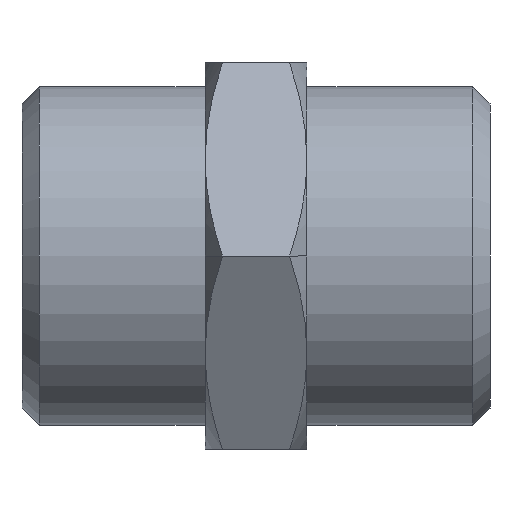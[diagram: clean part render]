
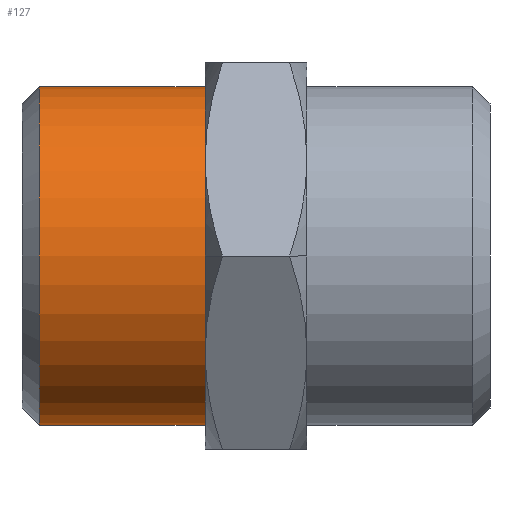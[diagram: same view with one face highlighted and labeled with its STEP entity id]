
A CAD part, left-side view. The second image highlights one B-rep face of the part: STEP entity #127.
In plain terms, the highlighted cylindrical face has radius 8.33 mm (diameter 16.66 mm), a partial arc.
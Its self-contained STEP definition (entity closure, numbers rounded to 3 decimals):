
#127=ADVANCED_FACE('',(#253),#254,.T.);
#253=FACE_OUTER_BOUND('',#372,.T.);
#254=CYLINDRICAL_SURFACE('',#373,8.33);
#372=EDGE_LOOP('',(#652,#653,#654,#655));
#373=AXIS2_PLACEMENT_3D('',#656,#657,#658);
#652=ORIENTED_EDGE('',*,*,#713,.T.);
#653=ORIENTED_EDGE('',*,*,#776,.F.);
#654=ORIENTED_EDGE('',*,*,#715,.T.);
#655=ORIENTED_EDGE('',*,*,#771,.T.);
#656=CARTESIAN_POINT('',(0.0,2.05,0.0));
#657=DIRECTION('',(0.0,-1.0,0.0));
#658=DIRECTION('',(0.0,0.0,1.0));
#713=EDGE_CURVE('',#847,#848,#849,.T.);
#715=EDGE_CURVE('',#852,#850,#853,.T.);
#771=EDGE_CURVE('',#850,#847,#927,.T.);
#776=EDGE_CURVE('',#852,#848,#932,.T.);
#847=VERTEX_POINT('',#1120);
#848=VERTEX_POINT('',#1121);
#849=LINE('',#1122,#1123);
#850=VERTEX_POINT('',#1124);
#852=VERTEX_POINT('',#1126);
#853=LINE('',#1127,#1128);
#927=CIRCLE('',#1310,8.33);
#932=CIRCLE('',#1315,8.33);
#1120=CARTESIAN_POINT('',(0.0,2.5,8.33));
#1121=CARTESIAN_POINT('',(0.0,10.645,8.33));
#1122=CARTESIAN_POINT('',(0.,6.573,8.33));
#1123=VECTOR('',#1364,1.0);
#1124=CARTESIAN_POINT('',(0.,2.5,-8.33));
#1126=CARTESIAN_POINT('',(0.,10.645,-8.33));
#1127=CARTESIAN_POINT('',(0.,6.573,-8.33));
#1128=VECTOR('',#1368,1.0);
#1310=AXIS2_PLACEMENT_3D('',#1435,#1436,#1437);
#1315=AXIS2_PLACEMENT_3D('',#1444,#1445,#1446);
#1364=DIRECTION('',(-0.0,1.0,-0.0));
#1368=DIRECTION('',(0.0,-1.0,0.0));
#1435=CARTESIAN_POINT('',(0.0,2.5,0.0));
#1436=DIRECTION('',(0.0,1.0,0.0));
#1437=DIRECTION('',(0.0,0.0,-1.0));
#1444=CARTESIAN_POINT('',(0.0,10.645,0.0));
#1445=DIRECTION('',(0.0,1.0,0.0));
#1446=DIRECTION('',(0.0,0.0,-1.0));
